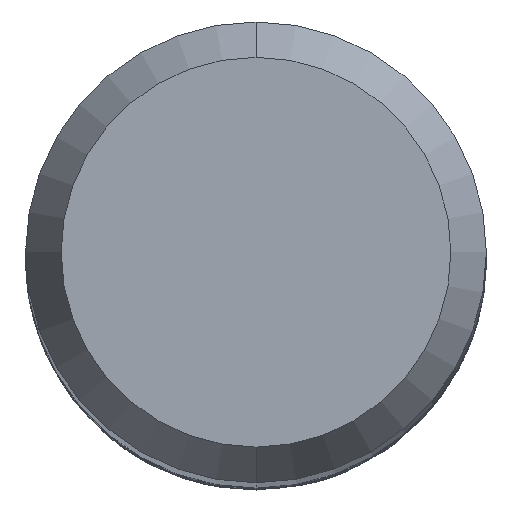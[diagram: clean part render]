
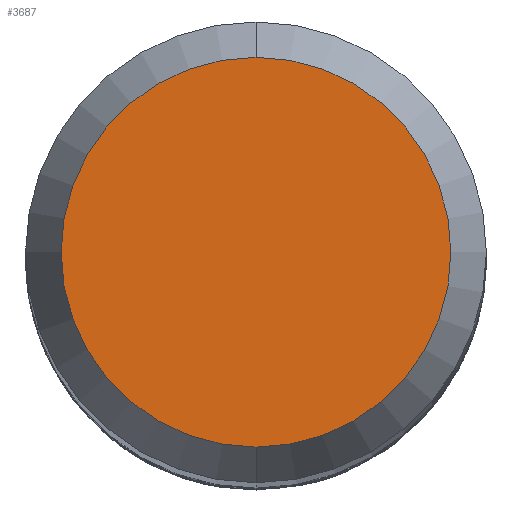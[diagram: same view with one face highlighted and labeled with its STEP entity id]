
A CAD part, top view. The second image highlights one B-rep face of the part: STEP entity #3687.
In plain terms, the highlighted planar face has unit normal (0, 0, 1).
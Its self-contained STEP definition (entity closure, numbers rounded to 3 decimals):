
#1653=EDGE_CURVE('',#2291,#2751,#4178,.T.);
#2165=EDGE_CURVE('',#2751,#2291,#4736,.T.);
#2291=VERTEX_POINT('',#4869);
#2751=VERTEX_POINT('',#5369);
#3687=ADVANCED_FACE('',(#6392),#6393,.T.);
#4178=CIRCLE('',#8607,2.538);
#4736=CIRCLE('',#13964,2.538);
#4869=CARTESIAN_POINT('',(0.0,2.538,0.0));
#5369=CARTESIAN_POINT('',(0.,-2.538,0.0));
#6392=FACE_OUTER_BOUND('',#25557,.T.);
#6393=PLANE('',#25558);
#8607=AXIS2_PLACEMENT_3D('',#26420,#26421,#26422);
#13964=AXIS2_PLACEMENT_3D('',#27063,#27064,#27065);
#25557=EDGE_LOOP('',(#28782,#28783));
#25558=AXIS2_PLACEMENT_3D('',#28784,#28785,#28786);
#26420=CARTESIAN_POINT('',(0.0,0.0,0.0));
#26421=DIRECTION('',(0.0,0.0,-1.0));
#26422=DIRECTION('',(0.0,1.0,0.0));
#27063=CARTESIAN_POINT('',(0.0,0.0,0.0));
#27064=DIRECTION('',(0.0,0.0,-1.0));
#27065=DIRECTION('',(0.0,1.0,0.0));
#28782=ORIENTED_EDGE('',*,*,#1653,.F.);
#28783=ORIENTED_EDGE('',*,*,#2165,.F.);
#28784=CARTESIAN_POINT('',(0.0,1.269,0.0));
#28785=DIRECTION('',(-0.0,0.0,1.0));
#28786=DIRECTION('',(0.0,-1.0,0.0));
